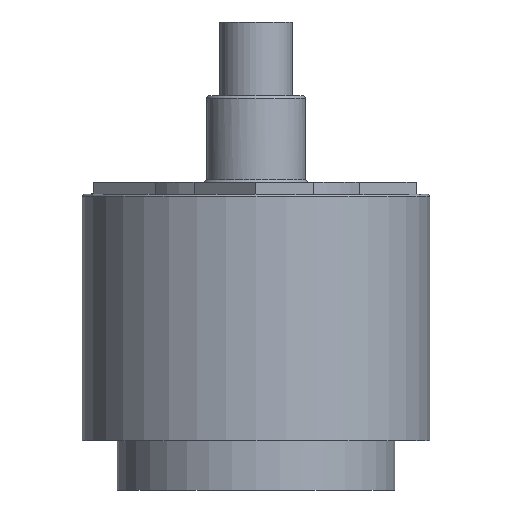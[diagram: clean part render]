
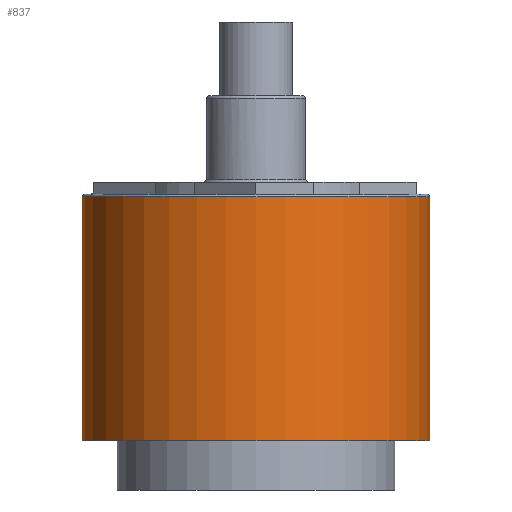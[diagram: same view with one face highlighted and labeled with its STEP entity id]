
A CAD part, front view. The second image highlights one B-rep face of the part: STEP entity #837.
In plain terms, the highlighted cylindrical face has radius 14.1 mm (diameter 28.2 mm), a full revolution.
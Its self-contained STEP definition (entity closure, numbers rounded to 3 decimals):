
#73=LINE('',#1516,#123);
#123=VECTOR('',#1053,14.1);
#162=CYLINDRICAL_SURFACE('',#911,14.1);
#198=FACE_OUTER_BOUND('',#246,.T.);
#246=EDGE_LOOP('',(#657,#658,#659,#660));
#313=CIRCLE('',#910,14.1);
#314=CIRCLE('',#912,14.1);
#402=VERTEX_POINT('',#1511);
#403=VERTEX_POINT('',#1515);
#498=EDGE_CURVE('',#402,#402,#313,.T.);
#499=EDGE_CURVE('',#402,#403,#73,.T.);
#500=EDGE_CURVE('',#403,#403,#314,.T.);
#657=ORIENTED_EDGE('',*,*,#498,.F.);
#658=ORIENTED_EDGE('',*,*,#499,.T.);
#659=ORIENTED_EDGE('',*,*,#500,.T.);
#660=ORIENTED_EDGE('',*,*,#499,.F.);
#837=ADVANCED_FACE('',(#198),#162,.T.);
#910=AXIS2_PLACEMENT_3D('',#1513,#1049,#1050);
#911=AXIS2_PLACEMENT_3D('',#1514,#1051,#1052);
#912=AXIS2_PLACEMENT_3D('',#1517,#1054,#1055);
#1049=DIRECTION('center_axis',(0.,0.,1.));
#1050=DIRECTION('ref_axis',(1.,0.,0.));
#1051=DIRECTION('center_axis',(0.,0.,1.));
#1052=DIRECTION('ref_axis',(1.,0.,0.));
#1053=DIRECTION('',(0.,0.,-1.));
#1054=DIRECTION('center_axis',(0.,0.,1.));
#1055=DIRECTION('ref_axis',(1.,0.,0.));
#1511=CARTESIAN_POINT('',(-14.1,0.,19.8));
#1513=CARTESIAN_POINT('Origin',(0.,0.,19.8));
#1514=CARTESIAN_POINT('Origin',(0.,0.,0.));
#1515=CARTESIAN_POINT('',(-14.1,0.,0.));
#1516=CARTESIAN_POINT('',(-14.1,0.,0.));
#1517=CARTESIAN_POINT('Origin',(0.,0.,0.));
